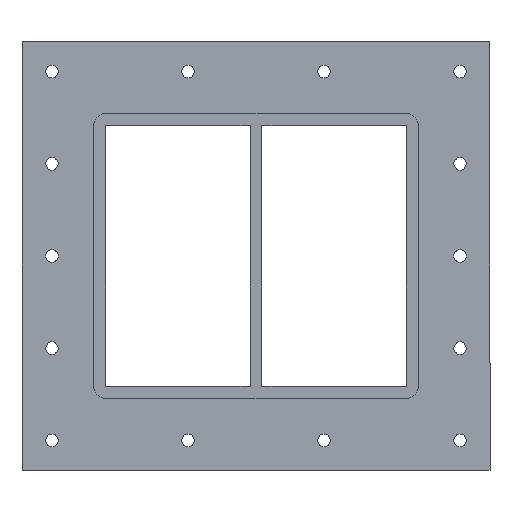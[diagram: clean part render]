
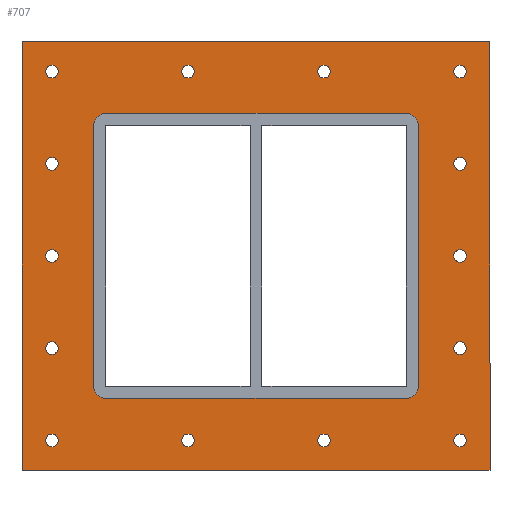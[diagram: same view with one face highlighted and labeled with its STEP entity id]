
A CAD part, top view. The second image highlights one B-rep face of the part: STEP entity #707.
In plain terms, the highlighted planar face has unit normal (0, 0, 1).
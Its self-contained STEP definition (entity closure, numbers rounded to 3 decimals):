
#84=CARTESIAN_POINT('',(-51.583,-154.,-17.0));
#85=VERTEX_POINT('',#84);
#86=CARTESIAN_POINT('',(-56.833,-154.,-17.));
#87=DIRECTION('',(0.0,0.0,-1.0));
#88=DIRECTION('',(1.0,0.0,0.0));
#89=AXIS2_PLACEMENT_3D('',#86,#87,#88);
#90=CIRCLE('',#89,5.25);
#91=EDGE_CURVE('',#85,#85,#90,.T.);
#112=CARTESIAN_POINT('',(62.083,-154.0,-17.0));
#113=VERTEX_POINT('',#112);
#114=CARTESIAN_POINT('',(56.833,-154.0,-17.));
#115=DIRECTION('',(0.0,0.0,-1.0));
#116=DIRECTION('',(1.0,0.0,0.0));
#117=AXIS2_PLACEMENT_3D('',#114,#115,#116);
#118=CIRCLE('',#117,5.25);
#119=EDGE_CURVE('',#113,#113,#118,.T.);
#140=CARTESIAN_POINT('',(62.083,154.,-17.0));
#141=VERTEX_POINT('',#140);
#142=CARTESIAN_POINT('',(56.833,154.,-17.));
#143=DIRECTION('',(0.0,0.0,-1.0));
#144=DIRECTION('',(1.0,0.0,0.0));
#145=AXIS2_PLACEMENT_3D('',#142,#143,#144);
#146=CIRCLE('',#145,5.25);
#147=EDGE_CURVE('',#141,#141,#146,.T.);
#168=CARTESIAN_POINT('',(-51.583,154.0,-17.0));
#169=VERTEX_POINT('',#168);
#170=CARTESIAN_POINT('',(-56.833,154.0,-17.));
#171=DIRECTION('',(0.0,0.0,-1.0));
#172=DIRECTION('',(1.0,0.0,0.0));
#173=AXIS2_PLACEMENT_3D('',#170,#171,#172);
#174=CIRCLE('',#173,5.25);
#175=EDGE_CURVE('',#169,#169,#174,.T.);
#196=CARTESIAN_POINT('',(175.75,-77.,-17.0));
#197=VERTEX_POINT('',#196);
#198=CARTESIAN_POINT('',(170.5,-77.,-17.));
#199=DIRECTION('',(0.0,0.0,-1.0));
#200=DIRECTION('',(1.0,0.0,0.0));
#201=AXIS2_PLACEMENT_3D('',#198,#199,#200);
#202=CIRCLE('',#201,5.25);
#203=EDGE_CURVE('',#197,#197,#202,.T.);
#224=CARTESIAN_POINT('',(175.75,0.,-17.0));
#225=VERTEX_POINT('',#224);
#226=CARTESIAN_POINT('',(170.5,0.,-17.));
#227=DIRECTION('',(0.0,0.0,-1.0));
#228=DIRECTION('',(1.0,0.0,0.0));
#229=AXIS2_PLACEMENT_3D('',#226,#227,#228);
#230=CIRCLE('',#229,5.25);
#231=EDGE_CURVE('',#225,#225,#230,.T.);
#252=CARTESIAN_POINT('',(175.75,77.,-17.0));
#253=VERTEX_POINT('',#252);
#254=CARTESIAN_POINT('',(170.5,77.,-17.));
#255=DIRECTION('',(0.0,0.0,-1.0));
#256=DIRECTION('',(1.0,0.0,0.0));
#257=AXIS2_PLACEMENT_3D('',#254,#255,#256);
#258=CIRCLE('',#257,5.25);
#259=EDGE_CURVE('',#253,#253,#258,.T.);
#280=CARTESIAN_POINT('',(-165.25,77.,-17.0));
#281=VERTEX_POINT('',#280);
#282=CARTESIAN_POINT('',(-170.5,77.,-17.));
#283=DIRECTION('',(0.0,0.0,-1.0));
#284=DIRECTION('',(1.0,0.0,0.0));
#285=AXIS2_PLACEMENT_3D('',#282,#283,#284);
#286=CIRCLE('',#285,5.25);
#287=EDGE_CURVE('',#281,#281,#286,.T.);
#308=CARTESIAN_POINT('',(-165.25,0.,-17.0));
#309=VERTEX_POINT('',#308);
#310=CARTESIAN_POINT('',(-170.5,0.,-17.));
#311=DIRECTION('',(0.0,0.0,-1.0));
#312=DIRECTION('',(1.0,0.0,0.0));
#313=AXIS2_PLACEMENT_3D('',#310,#311,#312);
#314=CIRCLE('',#313,5.25);
#315=EDGE_CURVE('',#309,#309,#314,.T.);
#336=CARTESIAN_POINT('',(-165.25,-77.,-17.0));
#337=VERTEX_POINT('',#336);
#338=CARTESIAN_POINT('',(-170.5,-77.,-17.));
#339=DIRECTION('',(0.0,0.0,-1.0));
#340=DIRECTION('',(1.0,0.0,0.0));
#341=AXIS2_PLACEMENT_3D('',#338,#339,#340);
#342=CIRCLE('',#341,5.25);
#343=EDGE_CURVE('',#337,#337,#342,.T.);
#364=CARTESIAN_POINT('',(-165.25,154.0,-17.0));
#365=VERTEX_POINT('',#364);
#366=CARTESIAN_POINT('',(-170.5,154.0,-17.));
#367=DIRECTION('',(0.0,0.0,-1.0));
#368=DIRECTION('',(1.0,0.0,0.0));
#369=AXIS2_PLACEMENT_3D('',#366,#367,#368);
#370=CIRCLE('',#369,5.25);
#371=EDGE_CURVE('',#365,#365,#370,.T.);
#392=CARTESIAN_POINT('',(175.75,154.,-17.0));
#393=VERTEX_POINT('',#392);
#394=CARTESIAN_POINT('',(170.5,154.,-17.));
#395=DIRECTION('',(0.0,0.0,-1.0));
#396=DIRECTION('',(1.0,0.0,0.0));
#397=AXIS2_PLACEMENT_3D('',#394,#395,#396);
#398=CIRCLE('',#397,5.25);
#399=EDGE_CURVE('',#393,#393,#398,.T.);
#420=CARTESIAN_POINT('',(175.75,-154.0,-17.0));
#421=VERTEX_POINT('',#420);
#422=CARTESIAN_POINT('',(170.5,-154.0,-17.));
#423=DIRECTION('',(0.0,0.0,-1.0));
#424=DIRECTION('',(1.0,0.0,0.0));
#425=AXIS2_PLACEMENT_3D('',#422,#423,#424);
#426=CIRCLE('',#425,5.25);
#427=EDGE_CURVE('',#421,#421,#426,.T.);
#448=CARTESIAN_POINT('',(-165.25,-154.0,-17.0));
#449=VERTEX_POINT('',#448);
#450=CARTESIAN_POINT('',(-170.5,-154.0,-17.));
#451=DIRECTION('',(0.0,0.0,-1.0));
#452=DIRECTION('',(1.0,0.0,0.0));
#453=AXIS2_PLACEMENT_3D('',#450,#451,#452);
#454=CIRCLE('',#453,5.25);
#455=EDGE_CURVE('',#449,#449,#454,.T.);
#475=CARTESIAN_POINT('',(-195.5,-179.,-17.0));
#476=VERTEX_POINT('',#475);
#483=CARTESIAN_POINT('',(-195.5,179.0,-17.0));
#484=VERTEX_POINT('',#483);
#485=CARTESIAN_POINT('',(-195.5,179.,-17.0));
#486=DIRECTION('',(0.0,-1.0,0.0));
#487=VECTOR('',#486,358.);
#488=LINE('',#485,#487);
#489=EDGE_CURVE('',#484,#476,#488,.T.);
#514=CARTESIAN_POINT('',(195.5,179.,-17.0));
#515=VERTEX_POINT('',#514);
#516=CARTESIAN_POINT('',(195.5,179.,-17.0));
#517=DIRECTION('',(-1.0,0.0,0.0));
#518=VECTOR('',#517,391.);
#519=LINE('',#516,#518);
#520=EDGE_CURVE('',#515,#484,#519,.T.);
#545=CARTESIAN_POINT('',(195.5,-179.0,-17.0));
#546=VERTEX_POINT('',#545);
#547=CARTESIAN_POINT('',(195.5,-179.0,-17.0));
#548=DIRECTION('',(0.0,1.0,0.0));
#549=VECTOR('',#548,358.);
#550=LINE('',#547,#549);
#551=EDGE_CURVE('',#546,#515,#550,.T.);
#574=CARTESIAN_POINT('',(-195.5,-179.,-17.0));
#575=DIRECTION('',(1.0,0.0,0.0));
#576=VECTOR('',#575,391.);
#577=LINE('',#574,#576);
#578=EDGE_CURVE('',#476,#546,#577,.T.);
#584=CARTESIAN_POINT('',(0.,0.,-17.0));
#585=DIRECTION('',(0.0,0.0,1.0));
#586=DIRECTION('',(1.0,0.0,0.0));
#587=AXIS2_PLACEMENT_3D('',#584,#585,#586);
#588=PLANE('',#587);
#589=ORIENTED_EDGE('',*,*,#578,.T.);
#590=ORIENTED_EDGE('',*,*,#551,.T.);
#591=ORIENTED_EDGE('',*,*,#520,.T.);
#592=ORIENTED_EDGE('',*,*,#489,.T.);
#593=EDGE_LOOP('',(#589,#590,#591,#592));
#594=FACE_OUTER_BOUND('',#593,.T.);
#595=ORIENTED_EDGE('',*,*,#91,.T.);
#596=EDGE_LOOP('',(#595));
#597=FACE_BOUND('',#596,.T.);
#598=ORIENTED_EDGE('',*,*,#119,.T.);
#599=EDGE_LOOP('',(#598));
#600=FACE_BOUND('',#599,.T.);
#601=ORIENTED_EDGE('',*,*,#147,.T.);
#602=EDGE_LOOP('',(#601));
#603=FACE_BOUND('',#602,.T.);
#604=ORIENTED_EDGE('',*,*,#175,.T.);
#605=EDGE_LOOP('',(#604));
#606=FACE_BOUND('',#605,.T.);
#607=ORIENTED_EDGE('',*,*,#203,.T.);
#608=EDGE_LOOP('',(#607));
#609=FACE_BOUND('',#608,.T.);
#610=ORIENTED_EDGE('',*,*,#231,.T.);
#611=EDGE_LOOP('',(#610));
#612=FACE_BOUND('',#611,.T.);
#613=ORIENTED_EDGE('',*,*,#259,.T.);
#614=EDGE_LOOP('',(#613));
#615=FACE_BOUND('',#614,.T.);
#616=ORIENTED_EDGE('',*,*,#287,.T.);
#617=EDGE_LOOP('',(#616));
#618=FACE_BOUND('',#617,.T.);
#619=ORIENTED_EDGE('',*,*,#315,.T.);
#620=EDGE_LOOP('',(#619));
#621=FACE_BOUND('',#620,.T.);
#622=ORIENTED_EDGE('',*,*,#343,.T.);
#623=EDGE_LOOP('',(#622));
#624=FACE_BOUND('',#623,.T.);
#625=ORIENTED_EDGE('',*,*,#371,.T.);
#626=EDGE_LOOP('',(#625));
#627=FACE_BOUND('',#626,.T.);
#628=ORIENTED_EDGE('',*,*,#399,.T.);
#629=EDGE_LOOP('',(#628));
#630=FACE_BOUND('',#629,.T.);
#631=ORIENTED_EDGE('',*,*,#427,.T.);
#632=EDGE_LOOP('',(#631));
#633=FACE_BOUND('',#632,.T.);
#634=ORIENTED_EDGE('',*,*,#455,.T.);
#635=EDGE_LOOP('',(#634));
#636=FACE_BOUND('',#635,.T.);
#637=CARTESIAN_POINT('',(135.5,109.,-17.0));
#638=VERTEX_POINT('',#637);
#639=CARTESIAN_POINT('',(125.5,119.,-17.0));
#640=VERTEX_POINT('',#639);
#641=CARTESIAN_POINT('',(125.5,109.,-17.0));
#642=DIRECTION('',(0.0,0.0,1.0));
#643=DIRECTION('',(0.707,0.707,0.0));
#644=AXIS2_PLACEMENT_3D('',#641,#642,#643);
#645=CIRCLE('',#644,10.);
#646=EDGE_CURVE('',#638,#640,#645,.T.);
#647=ORIENTED_EDGE('',*,*,#646,.F.);
#648=CARTESIAN_POINT('',(135.5,-109.,-17.0));
#649=VERTEX_POINT('',#648);
#650=CARTESIAN_POINT('',(135.5,-109.,-17.0));
#651=DIRECTION('',(0.0,1.0,0.0));
#652=VECTOR('',#651,218.);
#653=LINE('',#650,#652);
#654=EDGE_CURVE('',#649,#638,#653,.T.);
#655=ORIENTED_EDGE('',*,*,#654,.F.);
#656=CARTESIAN_POINT('',(125.5,-119.,-17.0));
#657=VERTEX_POINT('',#656);
#658=CARTESIAN_POINT('',(125.5,-109.,-17.0));
#659=DIRECTION('',(0.0,0.0,1.0));
#660=DIRECTION('',(0.707,-0.707,0.0));
#661=AXIS2_PLACEMENT_3D('',#658,#659,#660);
#662=CIRCLE('',#661,10.);
#663=EDGE_CURVE('',#657,#649,#662,.T.);
#664=ORIENTED_EDGE('',*,*,#663,.F.);
#665=CARTESIAN_POINT('',(-125.5,-119.,-17.0));
#666=VERTEX_POINT('',#665);
#667=CARTESIAN_POINT('',(-125.5,-119.,-17.0));
#668=DIRECTION('',(1.0,0.0,0.0));
#669=VECTOR('',#668,251.);
#670=LINE('',#667,#669);
#671=EDGE_CURVE('',#666,#657,#670,.T.);
#672=ORIENTED_EDGE('',*,*,#671,.F.);
#673=CARTESIAN_POINT('',(-135.5,-109.,-17.0));
#674=VERTEX_POINT('',#673);
#675=CARTESIAN_POINT('',(-125.5,-109.,-17.0));
#676=DIRECTION('',(0.0,0.0,1.0));
#677=DIRECTION('',(-0.707,-0.707,0.0));
#678=AXIS2_PLACEMENT_3D('',#675,#676,#677);
#679=CIRCLE('',#678,10.);
#680=EDGE_CURVE('',#674,#666,#679,.T.);
#681=ORIENTED_EDGE('',*,*,#680,.F.);
#682=CARTESIAN_POINT('',(-135.5,109.,-17.0));
#683=VERTEX_POINT('',#682);
#684=CARTESIAN_POINT('',(-135.5,109.,-17.0));
#685=DIRECTION('',(0.0,-1.0,0.0));
#686=VECTOR('',#685,218.);
#687=LINE('',#684,#686);
#688=EDGE_CURVE('',#683,#674,#687,.T.);
#689=ORIENTED_EDGE('',*,*,#688,.F.);
#690=CARTESIAN_POINT('',(-125.5,119.0,-17.0));
#691=VERTEX_POINT('',#690);
#692=CARTESIAN_POINT('',(-125.5,109.,-17.0));
#693=DIRECTION('',(0.0,0.0,1.0));
#694=DIRECTION('',(-0.707,0.707,0.0));
#695=AXIS2_PLACEMENT_3D('',#692,#693,#694);
#696=CIRCLE('',#695,10.);
#697=EDGE_CURVE('',#691,#683,#696,.T.);
#698=ORIENTED_EDGE('',*,*,#697,.F.);
#699=CARTESIAN_POINT('',(125.5,119.,-17.0));
#700=DIRECTION('',(-1.0,0.0,0.0));
#701=VECTOR('',#700,251.0);
#702=LINE('',#699,#701);
#703=EDGE_CURVE('',#640,#691,#702,.T.);
#704=ORIENTED_EDGE('',*,*,#703,.F.);
#705=EDGE_LOOP('',(#647,#655,#664,#672,#681,#689,#698,#704));
#706=FACE_BOUND('',#705,.T.);
#707=ADVANCED_FACE('',(#594,#597,#600,#603,#606,#609,#612,#615,#618,#621,#624,#627,#630,#633,#636,#706),#588,.T.);
